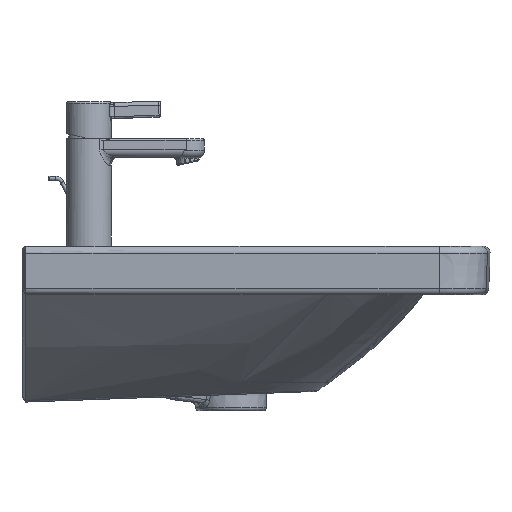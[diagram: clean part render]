
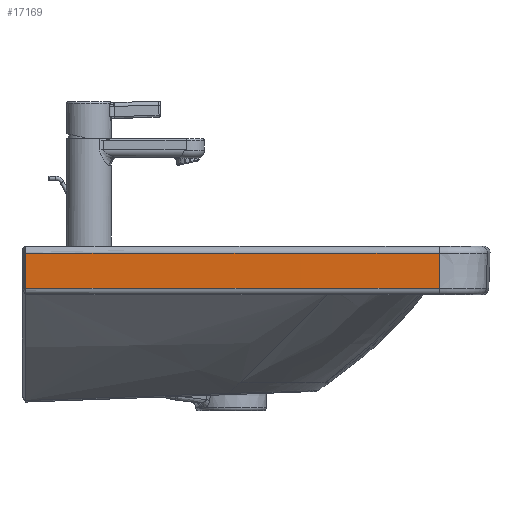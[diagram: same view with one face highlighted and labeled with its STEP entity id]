
A CAD part, front view. The second image highlights one B-rep face of the part: STEP entity #17169.
In plain terms, the highlighted conical face has half-angle 2 degrees and reference radius 39998.5 mm.
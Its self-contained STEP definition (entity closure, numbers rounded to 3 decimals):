
#6089=CARTESIAN_POINT('',(3.,-498.49,-43.244));
#6090=VERTEX_POINT('',#6089);
#8602=CARTESIAN_POINT('',(427.566,-496.205,-43.244));
#8603=VERTEX_POINT('',#8602);
#8611=CARTESIAN_POINT('',(0.005,39500.,-43.255));
#8612=DIRECTION('',(0.0,0.,1.));
#8613=DIRECTION('',(1.0,0.0,0.0));
#8614=AXIS2_PLACEMENT_3D('',#8611,#8612,#8613);
#8615=CIRCLE('',#8614,39998.49);
#8616=EDGE_CURVE('',#8603,#6090,#8615,.F.);
#17138=CARTESIAN_POINT('',(0.005,39500.,-43.255));
#17139=DIRECTION('',(0.,0.,1.));
#17140=DIRECTION('',(-0.011,1.,0.));
#17141=AXIS2_PLACEMENT_3D('',#17138,#17139,#17140);
#17142=CONICAL_SURFACE('',#17141,39998.49,2.);
#17143=CARTESIAN_POINT('',(427.579,-497.462,-7.244));
#17144=VERTEX_POINT('',#17143);
#17145=CARTESIAN_POINT('',(3.,-499.747,-7.244));
#17146=VERTEX_POINT('',#17145);
#17147=CARTESIAN_POINT('',(0.005,39500.,-7.255));
#17148=DIRECTION('',(0.0,0.,1.));
#17149=DIRECTION('',(1.0,0.0,0.0));
#17150=AXIS2_PLACEMENT_3D('',#17147,#17148,#17149);
#17151=CIRCLE('',#17150,39999.747);
#17152=EDGE_CURVE('',#17144,#17146,#17151,.F.);
#17153=ORIENTED_EDGE('',*,*,#17152,.T.);
#17154=CARTESIAN_POINT('',(3.,-498.49,-43.244));
#17155=DIRECTION('',(0.,-0.035,0.999));
#17156=VECTOR('',#17155,36.022);
#17157=LINE('',#17154,#17156);
#17158=EDGE_CURVE('',#6090,#17146,#17157,.T.);
#17159=ORIENTED_EDGE('',*,*,#17158,.F.);
#17160=ORIENTED_EDGE('',*,*,#8616,.F.);
#17161=CARTESIAN_POINT('',(427.566,-496.205,-43.244));
#17162=DIRECTION('',(0.,-0.035,0.999));
#17163=VECTOR('',#17162,36.022);
#17164=LINE('',#17161,#17163);
#17165=EDGE_CURVE('',#17144,#8603,#17164,.F.);
#17166=ORIENTED_EDGE('',*,*,#17165,.F.);
#17167=EDGE_LOOP('',(#17153,#17159,#17160,#17166));
#17168=FACE_OUTER_BOUND('',#17167,.T.);
#17169=ADVANCED_FACE('',(#17168),#17142,.T.);
